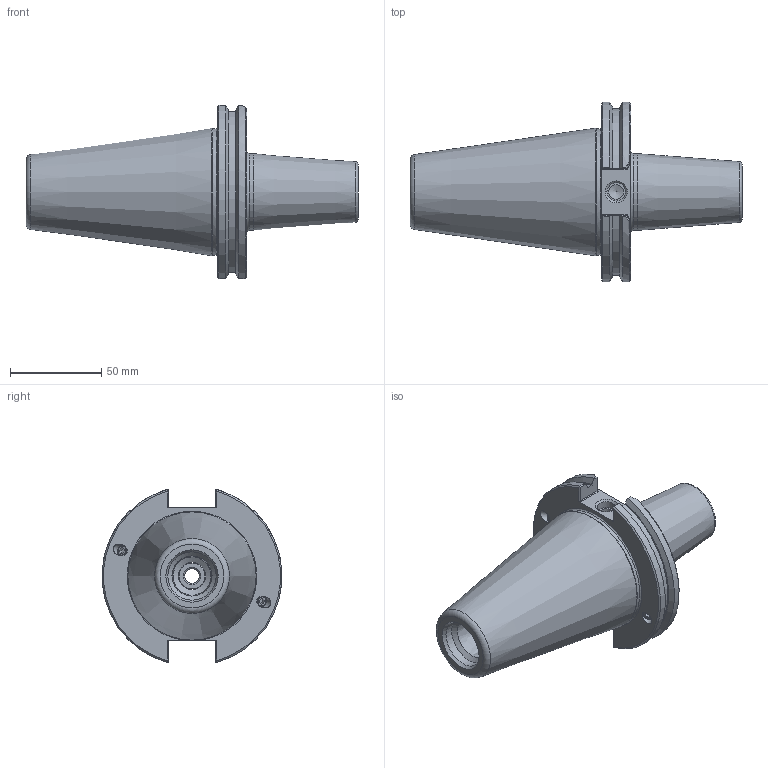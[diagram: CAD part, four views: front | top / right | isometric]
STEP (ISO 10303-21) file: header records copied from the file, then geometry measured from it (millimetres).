
FILE_DESCRIPTION((''),'2;1');
FILE_NAME('INT''C50-88SF315-9.iam.step','2010-04-23T10:42:37',(''),(''),'Autodesk Inventor 2009','Autodesk Inventor 2009','');
FILE_SCHEMA(('AUTOMOTIVE_DESIGN { 1 0 10303 214 1 1 1 1 }'));
Products named in the file (4): C50-88SF315-9; C50BC-88SF315-9-1; BS-SFM161-20; 029-966
Assembly tree (6 placements, depth 2):
  C50-88SF315-9
    C50BC-88SF315-9-1
    BS-SFM161-20
    029-966  x4
Bounding box: 181.6 x 98.31 x 94.71 mm (x, y, z)
Volume: 369721.4 mm3; surface area: 58242.1 mm2
Topology: 6 solids, 6 shells, 184 faces, 428 edges, 274 vertices
Faces by surface type: plane 87, cylinder 44, cone 33, bspline 18, torus 2
Full cylindrical faces by diameter (mm): 5 x4, 6 x8, 6.096 x4, 6.2 x4, 22.189 x1, 22.951 x1, 42 x1, 69.342 x1
Entity records: 4262 total; most frequent: CARTESIAN_POINT 1160, DIRECTION 599, ORIENTED_EDGE 550, EDGE_CURVE 275, AXIS2_PLACEMENT_3D 241, EDGE_LOOP 199, VERTEX_POINT 196, FACE_OUTER_BOUND 136
